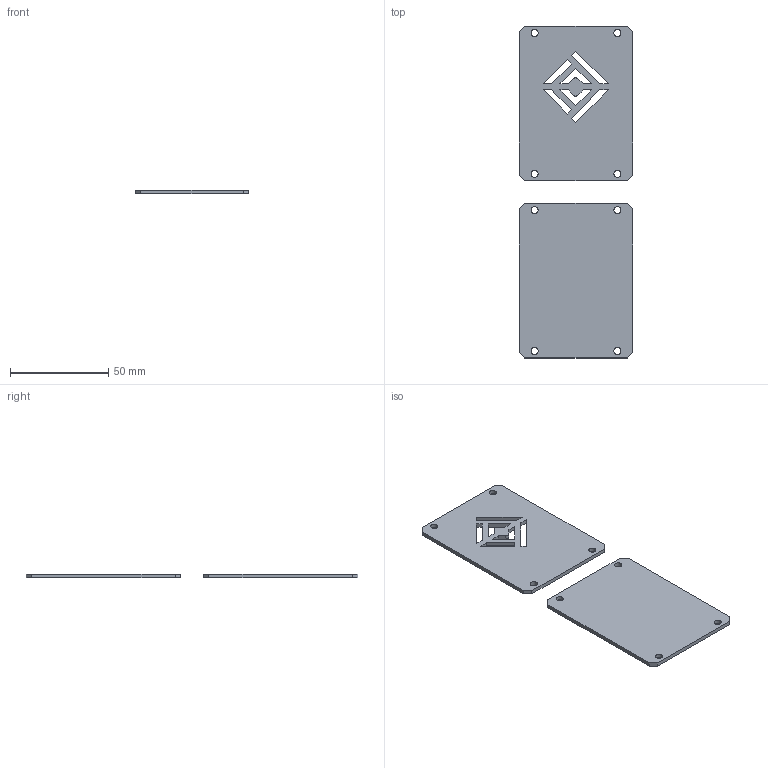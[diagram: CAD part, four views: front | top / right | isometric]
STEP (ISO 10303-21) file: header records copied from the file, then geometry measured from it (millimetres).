
FILE_DESCRIPTION(/* description */ (''),/* implementation_level */ '2;1');
FILE_NAME(/* name */ 'Tray without Fan.step',/* time_stamp */ '2023-08-19T08:41:09-05:00',/* author */ (''),/* organization */ (''),/* preprocessor_version */ 'ST-DEVELOPER v20',/* originating_system */ 'Autodesk Translation Framework v12.9.0.99',/* authorisation */ '');
FILE_SCHEMA (('AUTOMOTIVE_DESIGN { 1 0 10303 214 3 1 1 }'));
Length unit declared in the file: millimetre
Products named in the file (1): Tray without Fan
Bounding box: 57.6 x 168.6 x 2 mm (x, y, z)
Volume: 17226.1 mm3; surface area: 18993.7 mm2
Topology: 2 solids, 2 shells, 58 faces, 162 edges, 108 vertices
Faces by surface type: plane 48, cylinder 10
Full cylindrical faces by diameter (mm): 3.6 x8
Entity records: 1934 total; most frequent: CARTESIAN_POINT 329, ORIENTED_EDGE 324, DIRECTION 300, EDGE_CURVE 162, LINE 142, VECTOR 142, VERTEX_POINT 108, EDGE_LOOP 86
